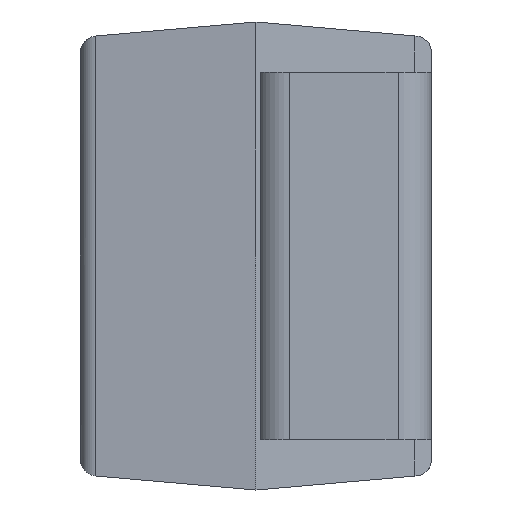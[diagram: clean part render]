
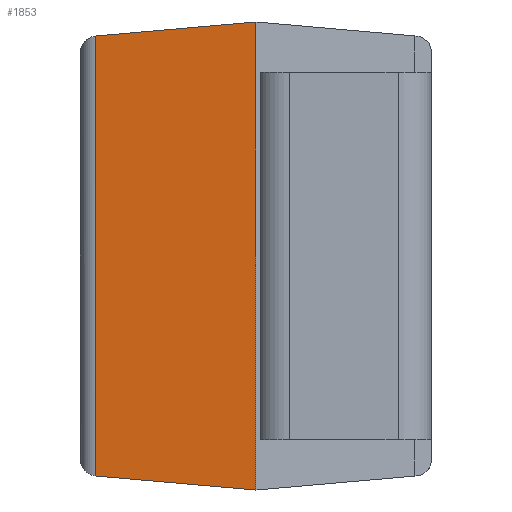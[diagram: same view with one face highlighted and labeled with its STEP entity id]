
A CAD part, left-side view. The second image highlights one B-rep face of the part: STEP entity #1853.
In plain terms, the highlighted planar face has unit normal (-0.996, 0.087, 0).
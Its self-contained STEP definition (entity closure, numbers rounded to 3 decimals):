
#17 = VERTEX_POINT ( 'NONE', #1391 ) ;
#65 = DIRECTION ( 'NONE',  ( 0.087, 0.992, 0.087 ) ) ;
#66 = VECTOR ( 'NONE', #65, 1000. ) ;
#67 = CARTESIAN_POINT ( 'NONE',  ( -1.546, 2.243, -1.296 ) ) ;
#68 = LINE ( 'NONE', #67, #66 ) ;
#70 = DIRECTION ( 'NONE',  ( -0.087, -0.992, 0.087 ) ) ;
#71 = VECTOR ( 'NONE', #70, 1000. ) ;
#72 = CARTESIAN_POINT ( 'NONE',  ( -1.567, 2.001, 1.317 ) ) ;
#73 = LINE ( 'NONE', #72, #71 ) ;
#769 = DIRECTION ( 'NONE',  ( 0.087, 0.996, 0. ) ) ;
#770 = DIRECTION ( 'NONE',  ( 0.996, -0.087, 0. ) ) ;
#771 = CARTESIAN_POINT ( 'NONE',  ( -1.566, 2.009, 1.4 ) ) ;
#772 = CARTESIAN_POINT ( 'NONE',  ( -1.566, 2.009, -1.316 ) ) ;
#773 = AXIS2_PLACEMENT_3D ( 'NONE', #771, #770, #769 ) ;
#774 = PLANE ( 'NONE',  #773 ) ;
#775 = FACE_OUTER_BOUND ( 'NONE', #1841, .T. ) ;
#776 = DIRECTION ( 'NONE',  ( 0., 0., -1. ) ) ;
#777 = VECTOR ( 'NONE', #776, 1000. ) ;
#778 = CARTESIAN_POINT ( 'NONE',  ( -1.566, 2.009, 1.4 ) ) ;
#779 = LINE ( 'NONE', #778, #777 ) ;
#921 = VERTEX_POINT ( 'NONE', #1613 ) ;
#934 = EDGE_CURVE ( 'NONE', #17, #971, #1653, .T. ) ;
#971 = VERTEX_POINT ( 'NONE', #1697 ) ;
#982 = ORIENTED_EDGE ( 'NONE', *, *, #934, .F. ) ;
#1014 = ORIENTED_EDGE ( 'NONE', *, *, #1852, .T. ) ;
#1015 = EDGE_CURVE ( 'NONE', #921, #17, #73, .T. ) ;
#1017 = ORIENTED_EDGE ( 'NONE', *, *, #1015, .F. ) ;
#1018 = ORIENTED_EDGE ( 'NONE', *, *, #1019, .F. ) ;
#1019 = EDGE_CURVE ( 'NONE', #971, #1856, #68, .T. ) ;
#1391 = CARTESIAN_POINT ( 'NONE',  ( -1.65, 1.05, 1.4 ) ) ;
#1613 = CARTESIAN_POINT ( 'NONE',  ( -1.566, 2.009, 1.316 ) ) ;
#1645 = DIRECTION ( 'NONE',  ( 0., 0., -1. ) ) ;
#1646 = VECTOR ( 'NONE', #1645, 1000. ) ;
#1647 = CARTESIAN_POINT ( 'NONE',  ( -1.65, 1.05, 1.4 ) ) ;
#1653 = LINE ( 'NONE', #1647, #1646 ) ;
#1697 = CARTESIAN_POINT ( 'NONE',  ( -1.65, 1.05, -1.4 ) ) ;
#1841 = EDGE_LOOP ( 'NONE', ( #1017, #1014, #1018, #982 ) ) ;
#1852 = EDGE_CURVE ( 'NONE', #921, #1856, #779, .T. ) ;
#1853 = ADVANCED_FACE ( 'NONE', ( #775 ), #774, .F. ) ;
#1856 = VERTEX_POINT ( 'NONE', #772 ) ;
